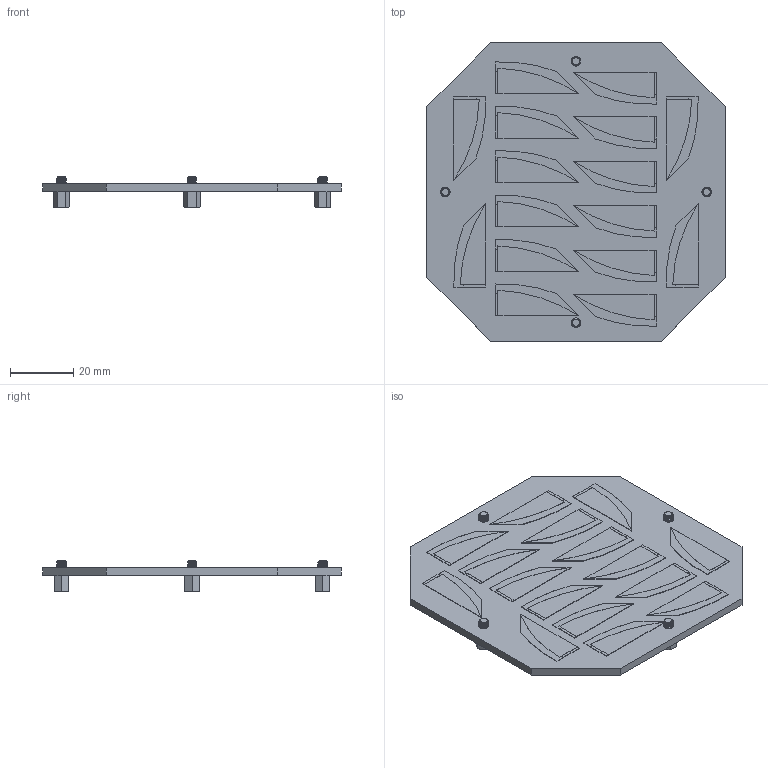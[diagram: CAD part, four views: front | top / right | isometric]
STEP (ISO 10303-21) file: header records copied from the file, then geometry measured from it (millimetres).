
FILE_DESCRIPTION(/* description */ (''),/* implementation_level */ '2;1');
FILE_NAME(/* name */ 'SolarTopWCell.stp',/* time_stamp */ '2017-10-16T16:16:42-04:00',/* author */ (''),/* organization */ (''),/* preprocessor_version */ 'ST-DEVELOPER v16',/* originating_system */ 'SIEMENS PLM Software NX 11.0',/* authorisation */ '');
FILE_SCHEMA (('AUTOMOTIVE_DESIGN { 1 0 10303 214 3 1 1 1 }'));
Length unit declared in the file: millimetre
Products named in the file (7): Overhead; SolarCellRegion; terminalpoint; M3_5MM_ALUM HEX STANDOFF_step; Onecell; solartop_MODEL; SolarTopWCell
Assembly tree (24 placements, depth 3):
  SolarTopWCell
    solartop_MODEL
      M3_5MM_ALUM HEX STANDOFF_step  x4
    Onecell  x16
      terminalpoint
      SolarCellRegion
      Overhead
Bounding box: 94 x 94 x 9.7 mm (x, y, z)
Volume: 20951.6 mm3; surface area: 24515.1 mm2
Topology: 53 solids, 53 shells, 558 faces, 1268 edges, 824 vertices
Faces by surface type: plane 310, cylinder 148, cone 76, bspline 24
Full cylindrical faces by diameter (mm): 3 x4
Entity records: 5054 total; most frequent: CARTESIAN_POINT 2780, ORIENTED_EDGE 446, DIRECTION 403, EDGE_CURVE 223, AXIS2_PLACEMENT_3D 155, VERTEX_POINT 146, EDGE_LOOP 107, ADVANCED_FACE 93
